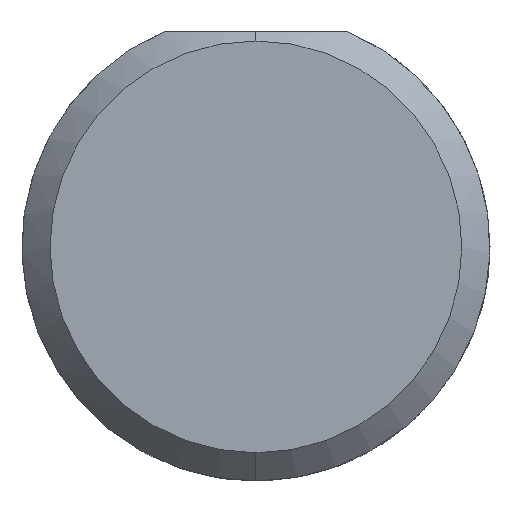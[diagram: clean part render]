
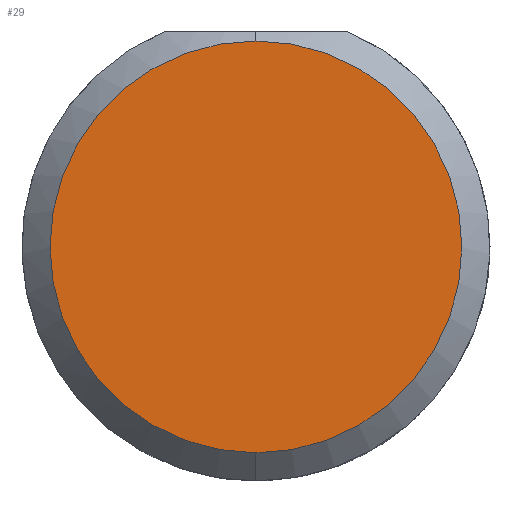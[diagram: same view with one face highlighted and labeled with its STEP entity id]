
A CAD part, left-side view. The second image highlights one B-rep face of the part: STEP entity #29.
In plain terms, the highlighted planar face has unit normal (-1, 0, 0).
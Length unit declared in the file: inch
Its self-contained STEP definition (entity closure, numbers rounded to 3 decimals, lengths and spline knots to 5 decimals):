
#5 = ORIENTED_EDGE ( 'NONE', *, *, #598, .T. ) ;
#11 = DIRECTION ( 'NONE',  ( 0., 0., 1. ) ) ;
#15 = CIRCLE ( 'NONE', #766, 0.10985 ) ;
#29 = ADVANCED_FACE ( 'NONE', ( #32 ), #46, .F. ) ;
#32 = FACE_OUTER_BOUND ( 'NONE', #56, .T. ) ;
#46 = PLANE ( 'NONE',  #422 ) ;
#56 = EDGE_LOOP ( 'NONE', ( #5, #291 ) ) ;
#74 = DIRECTION ( 'NONE',  ( -1., 0., 0. ) ) ;
#157 = DIRECTION ( 'NONE',  ( 0., 0., -1. ) ) ;
#213 = VERTEX_POINT ( 'NONE', #725 ) ;
#232 = DIRECTION ( 'NONE',  ( 0., 0., 1. ) ) ;
#291 = ORIENTED_EDGE ( 'NONE', *, *, #543, .T. ) ;
#305 = CARTESIAN_POINT ( 'NONE',  ( 0., 0., -0.10985 ) ) ;
#351 = DIRECTION ( 'NONE',  ( -1., 0., 0. ) ) ;
#422 = AXIS2_PLACEMENT_3D ( 'NONE', #452, #510, #157 ) ;
#427 = CARTESIAN_POINT ( 'NONE',  ( 0., 0., 0. ) ) ;
#452 = CARTESIAN_POINT ( 'NONE',  ( 0., 0., 0. ) ) ;
#459 = CARTESIAN_POINT ( 'NONE',  ( 0., 0., 0. ) ) ;
#510 = DIRECTION ( 'NONE',  ( 1., 0., 0. ) ) ;
#543 = EDGE_CURVE ( 'NONE', #213, #607, #608, .T. ) ;
#598 = EDGE_CURVE ( 'NONE', #607, #213, #15, .T. ) ;
#607 = VERTEX_POINT ( 'NONE', #305 ) ;
#608 = CIRCLE ( 'NONE', #751, 0.10985 ) ;
#725 = CARTESIAN_POINT ( 'NONE',  ( 0., 0., 0.10985 ) ) ;
#751 = AXIS2_PLACEMENT_3D ( 'NONE', #459, #351, #232 ) ;
#766 = AXIS2_PLACEMENT_3D ( 'NONE', #427, #74, #11 ) ;
